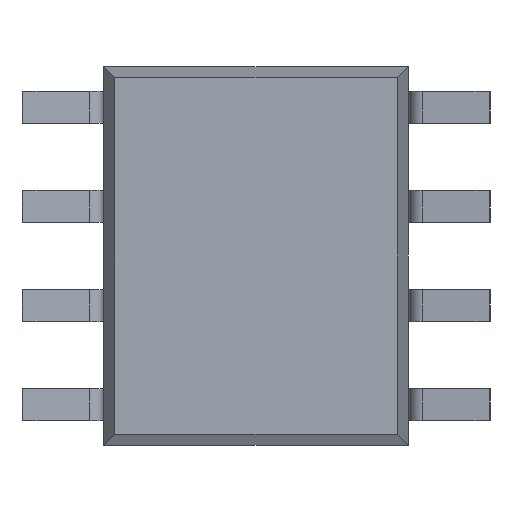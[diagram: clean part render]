
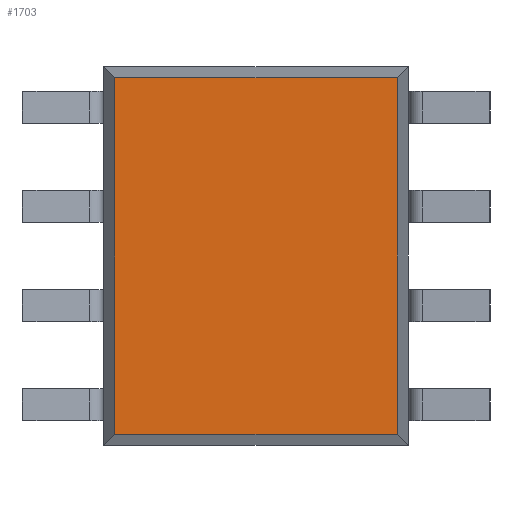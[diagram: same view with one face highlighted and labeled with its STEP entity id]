
A CAD part, front view. The second image highlights one B-rep face of the part: STEP entity #1703.
In plain terms, the highlighted planar face has unit normal (0, -1, 0).
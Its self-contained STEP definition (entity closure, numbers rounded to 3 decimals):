
#383 = ORIENTED_EDGE ( 'NONE', *, *, #3505, .T. ) ;
#592 = VERTEX_POINT ( 'NONE', #3163 ) ;
#678 = EDGE_CURVE ( 'NONE', #1761, #592, #1780, .T. ) ;
#992 = LINE ( 'NONE', #2072, #2080 ) ;
#1049 = DIRECTION ( 'NONE',  ( -1., 0., 0. ) ) ;
#1159 = CARTESIAN_POINT ( 'NONE',  ( -1.809, 0.35, 2.425 ) ) ;
#1182 = FACE_OUTER_BOUND ( 'NONE', #1469, .T. ) ;
#1370 = CARTESIAN_POINT ( 'NONE',  ( 1.809, 0.35, -2.425 ) ) ;
#1469 = EDGE_LOOP ( 'NONE', ( #3379, #383, #2889, #2761 ) ) ;
#1472 = DIRECTION ( 'NONE',  ( 0., 0., 1. ) ) ;
#1572 = PLANE ( 'NONE',  #3127 ) ;
#1703 = ADVANCED_FACE ( 'NONE', ( #1182 ), #1572, .T. ) ;
#1761 = VERTEX_POINT ( 'NONE', #2691 ) ;
#1775 = LINE ( 'NONE', #1370, #3151 ) ;
#1780 = LINE ( 'NONE', #1998, #3063 ) ;
#1883 = VERTEX_POINT ( 'NONE', #3673 ) ;
#1998 = CARTESIAN_POINT ( 'NONE',  ( 1.95, 0.35, 2.284 ) ) ;
#2072 = CARTESIAN_POINT ( 'NONE',  ( -1.95, 0.35, -2.284 ) ) ;
#2080 = VECTOR ( 'NONE', #3653, 1000. ) ;
#2212 = DIRECTION ( 'NONE',  ( 0., -1., 0. ) ) ;
#2302 = EDGE_CURVE ( 'NONE', #3271, #1883, #992, .T. ) ;
#2377 = DIRECTION ( 'NONE',  ( 0., 0., -1. ) ) ;
#2691 = CARTESIAN_POINT ( 'NONE',  ( 1.809, 0.35, 2.284 ) ) ;
#2721 = EDGE_CURVE ( 'NONE', #592, #3271, #3066, .T. ) ;
#2761 = ORIENTED_EDGE ( 'NONE', *, *, #2721, .T. ) ;
#2795 = CARTESIAN_POINT ( 'NONE',  ( 0., 0.35, 0. ) ) ;
#2889 = ORIENTED_EDGE ( 'NONE', *, *, #678, .T. ) ;
#2907 = VECTOR ( 'NONE', #2377, 1000. ) ;
#3063 = VECTOR ( 'NONE', #1049, 1000. ) ;
#3066 = LINE ( 'NONE', #1159, #2907 ) ;
#3127 = AXIS2_PLACEMENT_3D ( 'NONE', #2795, #2212, #3800 ) ;
#3151 = VECTOR ( 'NONE', #1472, 1000. ) ;
#3163 = CARTESIAN_POINT ( 'NONE',  ( -1.809, 0.35, 2.284 ) ) ;
#3271 = VERTEX_POINT ( 'NONE', #3523 ) ;
#3379 = ORIENTED_EDGE ( 'NONE', *, *, #2302, .T. ) ;
#3505 = EDGE_CURVE ( 'NONE', #1883, #1761, #1775, .T. ) ;
#3523 = CARTESIAN_POINT ( 'NONE',  ( -1.809, 0.35, -2.284 ) ) ;
#3653 = DIRECTION ( 'NONE',  ( 1., 0., 0. ) ) ;
#3673 = CARTESIAN_POINT ( 'NONE',  ( 1.809, 0.35, -2.284 ) ) ;
#3800 = DIRECTION ( 'NONE',  ( 0., 0., -1. ) ) ;
